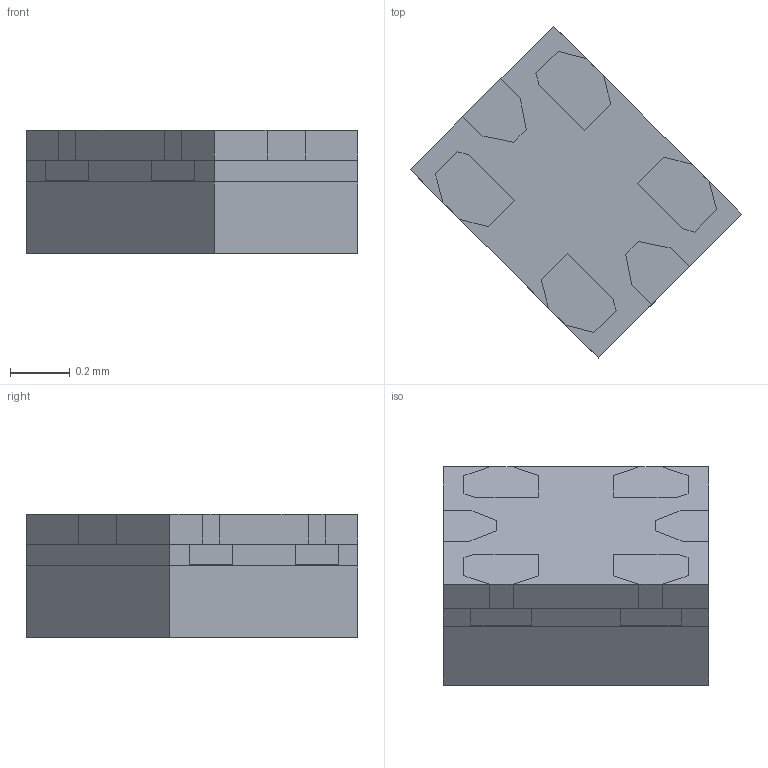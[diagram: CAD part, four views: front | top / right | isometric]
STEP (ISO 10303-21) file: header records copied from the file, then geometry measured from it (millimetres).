
FILE_DESCRIPTION(('STEP AP214'),'1');
FILE_NAME('TCFE03025DH900.step','2017-09-06T06:48:10',(' '),('ANSOFT Corporation'),'Spatial InterOp 3D',' ',' ');
FILE_SCHEMA(('automotive_design'));
Length unit declared in the file: millimetre
Products named in the file (13): Substrate1; ferrite_f2; PI; 1; 2; 3; 4; 5; 6; 7; 8; 9; 10
Bounding box: 1.11 x 1.11 x 0.41 mm (x, y, z)
Volume: 0.2 mm3; surface area: 6 mm2
Topology: 13 solids, 13 shells, 166 faces, 420 edges, 280 vertices
Faces by surface type: plane 150, cylinder 16
Entity records: 6544 total; most frequent: CARTESIAN_POINT 879, ORIENTED_EDGE 840, DIRECTION 810, EDGE_CURVE 420, LINE 388, VECTOR 388, VERTEX_POINT 280, AXIS2_PLACEMENT_3D 211
